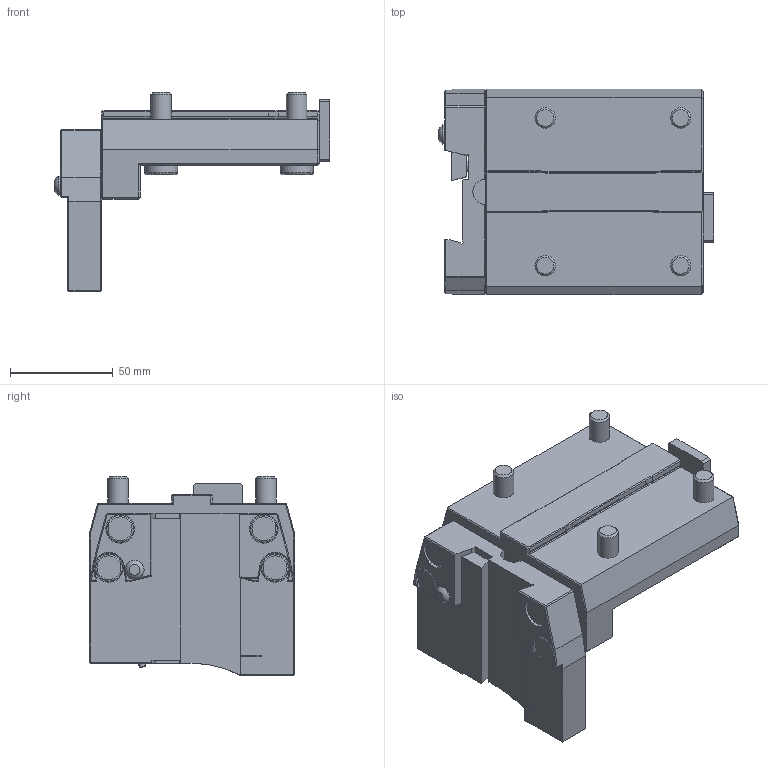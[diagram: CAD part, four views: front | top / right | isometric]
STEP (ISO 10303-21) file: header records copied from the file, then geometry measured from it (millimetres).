
FILE_DESCRIPTION(/* description */ (''),/* implementation_level */ '2;1');
FILE_NAME(/* name */ '1612442154647.stp',/* time_stamp */ '2021-02-04T18:06:12+06:00',/* author */ (''),/* organization */ ('SMS'),/* preprocessor_version */ 'ST-DEVELOPER v16.7',/* originating_system */ 'SIEMENS PLM Software NX 12.0',/* authorisation */ '');
FILE_SCHEMA (('AUTOMOTIVE_DESIGN { 1 0 10303 214 3 1 1 1 }'));
Length unit declared in the file: millimetre
Products named in the file (1): 203343194mod000_00
Bounding box: 134 x 100 x 97 mm (x, y, z)
Volume: 389253.9 mm3; surface area: 57977.3 mm2
Topology: 1 solids, 1 shells, 271 faces, 643 edges, 390 vertices
Faces by surface type: plane 204, cylinder 35, cone 18, torus 9, bspline 4, sphere 1
Full cylindrical faces by diameter (mm): 3.3 x1, 5 x3, 9.3 x1, 10 x4, 13 x4, 14 x4, 16 x4
Entity records: 7505 total; most frequent: CARTESIAN_POINT 1482, DIRECTION 1212, ORIENTED_EDGE 1180, EDGE_CURVE 590, LINE 454, VECTOR 454, AXIS2_PLACEMENT_3D 379, VERTEX_POINT 370
